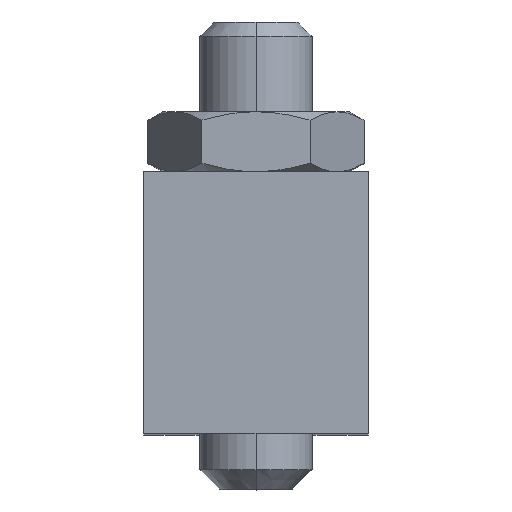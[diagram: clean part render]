
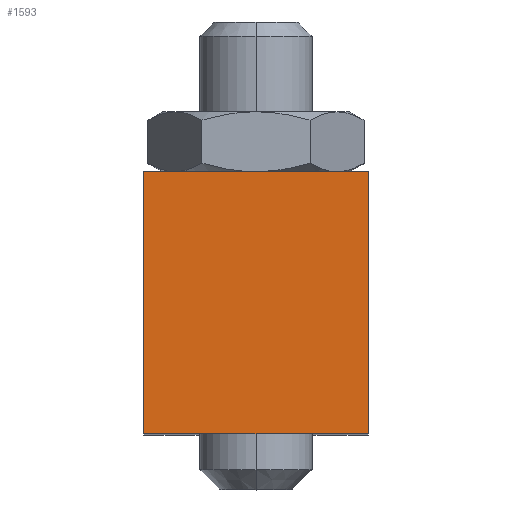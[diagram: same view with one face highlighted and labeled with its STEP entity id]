
A CAD part, top view. The second image highlights one B-rep face of the part: STEP entity #1593.
In plain terms, the highlighted planar face has unit normal (0, 0, 1).
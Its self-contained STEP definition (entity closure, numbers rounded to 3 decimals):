
#169=DIRECTION('',(0.,-1.,0.));
#170=VECTOR('',#169,14.);
#171=CARTESIAN_POINT('',(-6.,14.,57.5));
#172=LINE('',#171,#170);
#312=DIRECTION('',(0.,-1.,0.));
#313=VECTOR('',#312,14.);
#314=CARTESIAN_POINT('',(6.,14.,57.5));
#315=LINE('',#314,#313);
#382=DIRECTION('',(1.,0.,0.));
#383=VECTOR('',#382,12.);
#384=CARTESIAN_POINT('',(-6.,0.,57.5));
#385=LINE('',#384,#383);
#434=DIRECTION('',(1.,0.,0.));
#435=VECTOR('',#434,12.);
#436=CARTESIAN_POINT('',(-6.,14.,57.5));
#437=LINE('',#436,#435);
#1204=CARTESIAN_POINT('',(-6.,14.,57.5));
#1206=VERTEX_POINT('',#1204);
#1207=CARTESIAN_POINT('',(-6.,0.,57.5));
#1208=VERTEX_POINT('',#1207);
#1210=CARTESIAN_POINT('',(6.,14.,57.5));
#1212=VERTEX_POINT('',#1210);
#1213=CARTESIAN_POINT('',(6.,0.,57.5));
#1214=VERTEX_POINT('',#1213);
#1581=CARTESIAN_POINT('',(-6.,14.,57.5));
#1582=DIRECTION('',(0.,0.,1.));
#1583=DIRECTION('',(0.,-1.,0.));
#1584=AXIS2_PLACEMENT_3D('',#1581,#1582,#1583);
#1585=PLANE('',#1584);
#1586=ORIENTED_EDGE('',*,*,#1364,.F.);
#1588=ORIENTED_EDGE('',*,*,#1587,.T.);
#1589=ORIENTED_EDGE('',*,*,#1474,.T.);
#1590=ORIENTED_EDGE('',*,*,#1561,.F.);
#1591=EDGE_LOOP('',(#1586,#1588,#1589,#1590));
#1592=FACE_OUTER_BOUND('',#1591,.F.);
#1593=ADVANCED_FACE('',(#1592),#1585,.T.);
#1364=EDGE_CURVE('',#1206,#1208,#172,.T.);
#1474=EDGE_CURVE('',#1212,#1214,#315,.T.);
#1561=EDGE_CURVE('',#1208,#1214,#385,.T.);
#1587=EDGE_CURVE('',#1206,#1212,#437,.T.);
